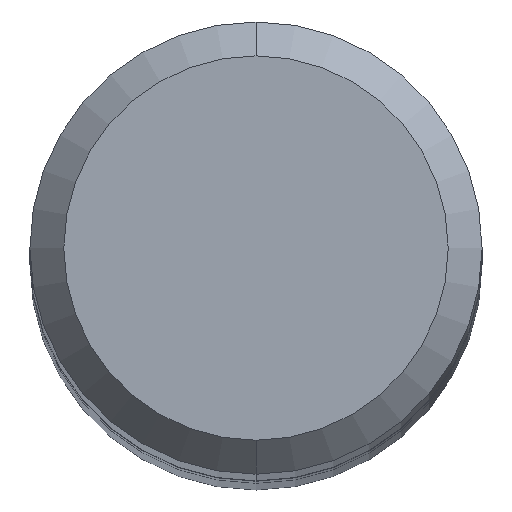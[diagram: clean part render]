
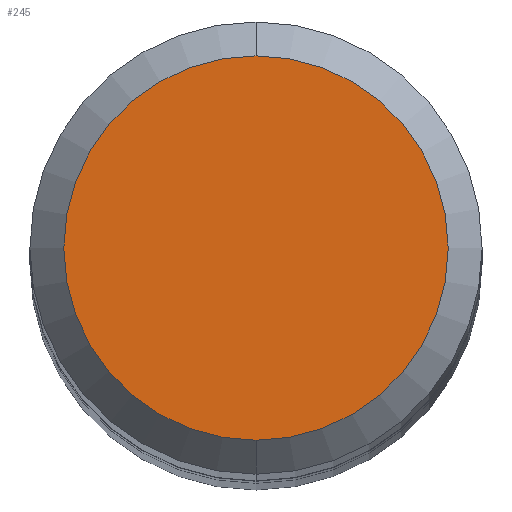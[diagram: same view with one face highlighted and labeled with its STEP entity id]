
A CAD part, top view. The second image highlights one B-rep face of the part: STEP entity #245.
In plain terms, the highlighted planar face has unit normal (0, 0, 1).
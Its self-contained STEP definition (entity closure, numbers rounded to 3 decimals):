
#205=EDGE_CURVE('',#319,#375,#503,.T.);
#245=ADVANCED_FACE('',(#546),#547,.T.);
#319=VERTEX_POINT('',#631);
#375=VERTEX_POINT('',#689);
#405=EDGE_CURVE('',#375,#319,#721,.T.);
#503=CIRCLE('',#881,1.7);
#546=FACE_OUTER_BOUND('',#949,.T.);
#547=PLANE('',#950);
#631=CARTESIAN_POINT('',(0.,-1.7,0.0));
#689=CARTESIAN_POINT('',(0.0,1.7,0.0));
#721=CIRCLE('',#1304,1.7);
#881=AXIS2_PLACEMENT_3D('',#1452,#1453,#1454);
#949=EDGE_LOOP('',(#1494,#1495));
#950=AXIS2_PLACEMENT_3D('',#1496,#1497,#1498);
#1304=AXIS2_PLACEMENT_3D('',#1677,#1678,#1679);
#1452=CARTESIAN_POINT('',(0.0,0.0,0.0));
#1453=DIRECTION('',(0.0,0.0,-1.0));
#1454=DIRECTION('',(0.0,1.0,0.0));
#1494=ORIENTED_EDGE('',*,*,#405,.F.);
#1495=ORIENTED_EDGE('',*,*,#205,.F.);
#1496=CARTESIAN_POINT('',(0.0,0.85,0.0));
#1497=DIRECTION('',(-0.0,0.0,1.0));
#1498=DIRECTION('',(0.0,-1.0,0.0));
#1677=CARTESIAN_POINT('',(0.0,0.0,0.0));
#1678=DIRECTION('',(0.0,0.0,-1.0));
#1679=DIRECTION('',(0.0,1.0,0.0));
